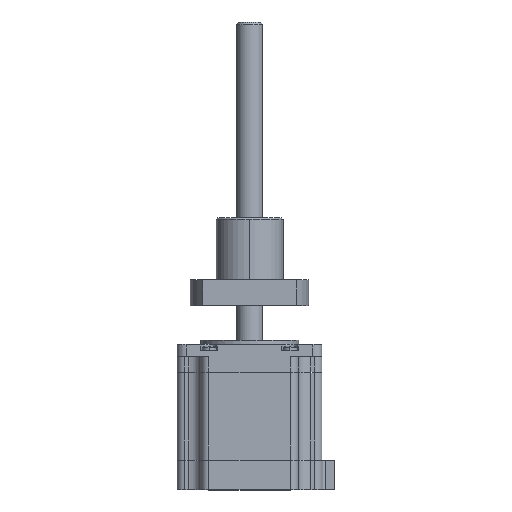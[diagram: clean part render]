
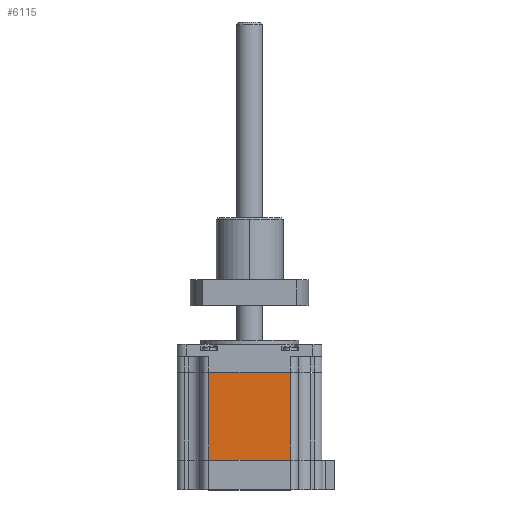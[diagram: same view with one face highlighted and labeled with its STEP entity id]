
A CAD part, top view. The second image highlights one B-rep face of the part: STEP entity #6115.
In plain terms, the highlighted planar face has unit normal (0, 0, 1).
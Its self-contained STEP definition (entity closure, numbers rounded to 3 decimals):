
#423 = VECTOR ( 'NONE', #1663, 1000. ) ;
#638 = EDGE_CURVE ( 'NONE', #13541, #4015, #7261, .T. ) ;
#726 = VERTEX_POINT ( 'NONE', #9076 ) ;
#817 = VECTOR ( 'NONE', #3464, 1000. ) ;
#943 = ORIENTED_EDGE ( 'NONE', *, *, #3764, .T. ) ;
#1021 = EDGE_CURVE ( 'NONE', #10471, #4015, #1174, .T. ) ;
#1174 = LINE ( 'NONE', #8118, #12274 ) ;
#1177 = CARTESIAN_POINT ( 'NONE',  ( -0.579, -26.672, 91.75 ) ) ;
#1300 = CARTESIAN_POINT ( 'NONE',  ( -0.579, -60.672, 91.75 ) ) ;
#1446 = DIRECTION ( 'NONE',  ( 0., 0., -1. ) ) ;
#1493 = EDGE_CURVE ( 'NONE', #726, #10471, #9413, .T. ) ;
#1663 = DIRECTION ( 'NONE',  ( 0., 1., 0. ) ) ;
#2856 = ORIENTED_EDGE ( 'NONE', *, *, #1021, .F. ) ;
#3364 = LINE ( 'NONE', #8066, #423 ) ;
#3464 = DIRECTION ( 'NONE',  ( -1., 0., 0. ) ) ;
#3567 = CARTESIAN_POINT ( 'NONE',  ( -0.579, -26.672, 91.75 ) ) ;
#3764 = EDGE_CURVE ( 'NONE', #726, #13541, #3364, .T. ) ;
#3904 = DIRECTION ( 'NONE',  ( 0., 1., 0. ) ) ;
#4015 = VERTEX_POINT ( 'NONE', #4257 ) ;
#4257 = CARTESIAN_POINT ( 'NONE',  ( -32.179, -26.672, 91.75 ) ) ;
#6115 = ADVANCED_FACE ( 'NONE', ( #11839 ), #7873, .F. ) ;
#7141 = CARTESIAN_POINT ( 'NONE',  ( -32.179, -60.672, 91.75 ) ) ;
#7261 = LINE ( 'NONE', #1177, #9770 ) ;
#7873 = PLANE ( 'NONE',  #10978 ) ;
#8066 = CARTESIAN_POINT ( 'NONE',  ( -0.579, -60.672, 91.75 ) ) ;
#8118 = CARTESIAN_POINT ( 'NONE',  ( -32.179, -60.672, 91.75 ) ) ;
#8972 = DIRECTION ( 'NONE',  ( 0., -1., 0. ) ) ;
#9076 = CARTESIAN_POINT ( 'NONE',  ( -0.579, -60.672, 91.75 ) ) ;
#9413 = LINE ( 'NONE', #1300, #817 ) ;
#9770 = VECTOR ( 'NONE', #13961, 1000. ) ;
#10471 = VERTEX_POINT ( 'NONE', #7141 ) ;
#10978 = AXIS2_PLACEMENT_3D ( 'NONE', #11098, #1446, #8972 ) ;
#11098 = CARTESIAN_POINT ( 'NONE',  ( -0.579, -60.672, 91.75 ) ) ;
#11237 = ORIENTED_EDGE ( 'NONE', *, *, #1493, .F. ) ;
#11839 = FACE_OUTER_BOUND ( 'NONE', #12301, .T. ) ;
#12274 = VECTOR ( 'NONE', #3904, 1000. ) ;
#12301 = EDGE_LOOP ( 'NONE', ( #13492, #2856, #11237, #943 ) ) ;
#13492 = ORIENTED_EDGE ( 'NONE', *, *, #638, .T. ) ;
#13541 = VERTEX_POINT ( 'NONE', #3567 ) ;
#13961 = DIRECTION ( 'NONE',  ( -1., 0., 0. ) ) ;
